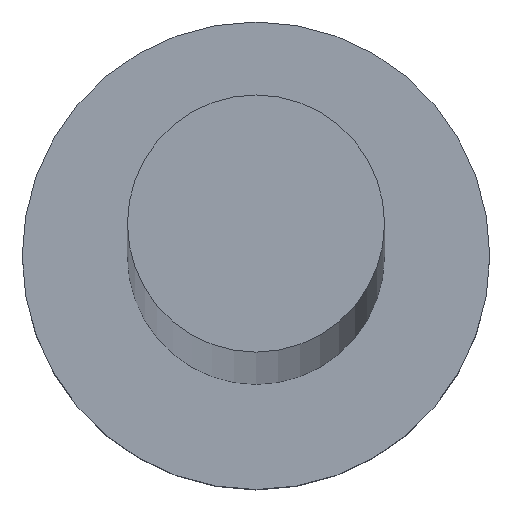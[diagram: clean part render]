
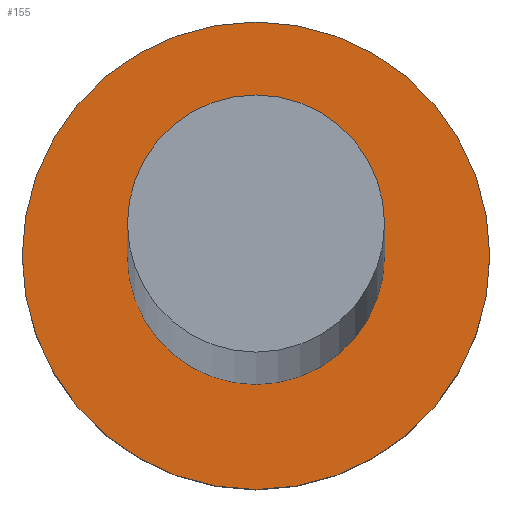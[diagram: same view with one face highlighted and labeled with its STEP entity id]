
A CAD part, top view. The second image highlights one B-rep face of the part: STEP entity #155.
In plain terms, the highlighted planar face has unit normal (0, 0, 1).
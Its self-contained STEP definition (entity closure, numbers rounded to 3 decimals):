
#1 = DIRECTION ( 'NONE',  ( 0., 0., 1. ) ) ;
#6 = AXIS2_PLACEMENT_3D ( 'NONE', #58, #1, #232 ) ;
#12 = CARTESIAN_POINT ( 'NONE',  ( -5., 0., 5. ) ) ;
#14 = CARTESIAN_POINT ( 'NONE',  ( 0., 0., 5. ) ) ;
#17 = CARTESIAN_POINT ( 'NONE',  ( 0., 0., 5. ) ) ;
#21 = CARTESIAN_POINT ( 'NONE',  ( 5., 0., 5. ) ) ;
#24 = CIRCLE ( 'NONE', #41, 2.75 ) ;
#25 = VERTEX_POINT ( 'NONE', #21 ) ;
#41 = AXIS2_PLACEMENT_3D ( 'NONE', #186, #92, #223 ) ;
#45 = EDGE_LOOP ( 'NONE', ( #97, #239 ) ) ;
#58 = CARTESIAN_POINT ( 'NONE',  ( 0., 0., 5. ) ) ;
#63 = EDGE_CURVE ( 'NONE', #241, #121, #255, .T. ) ;
#73 = AXIS2_PLACEMENT_3D ( 'NONE', #212, #139, #216 ) ;
#77 = CARTESIAN_POINT ( 'NONE',  ( 2.75, 0., 5. ) ) ;
#82 = CIRCLE ( 'NONE', #220, 5. ) ;
#87 = DIRECTION ( 'NONE',  ( 0., 0., 1. ) ) ;
#92 = DIRECTION ( 'NONE',  ( 0., 0., 1. ) ) ;
#96 = FACE_BOUND ( 'NONE', #45, .T. ) ;
#97 = ORIENTED_EDGE ( 'NONE', *, *, #63, .F. ) ;
#98 = DIRECTION ( 'NONE',  ( 1., 0., 0. ) ) ;
#107 = CIRCLE ( 'NONE', #6, 5. ) ;
#121 = VERTEX_POINT ( 'NONE', #77 ) ;
#126 = ORIENTED_EDGE ( 'NONE', *, *, #153, .T. ) ;
#129 = ORIENTED_EDGE ( 'NONE', *, *, #196, .T. ) ;
#136 = PLANE ( 'NONE',  #231 ) ;
#139 = DIRECTION ( 'NONE',  ( 0., 0., 1. ) ) ;
#140 = VERTEX_POINT ( 'NONE', #12 ) ;
#153 = EDGE_CURVE ( 'NONE', #140, #25, #107, .T. ) ;
#155 = ADVANCED_FACE ( 'NONE', ( #96, #170 ), #136, .T. ) ;
#158 = EDGE_CURVE ( 'NONE', #121, #241, #24, .T. ) ;
#170 = FACE_OUTER_BOUND ( 'NONE', #230, .T. ) ;
#186 = CARTESIAN_POINT ( 'NONE',  ( 0., 0., 5. ) ) ;
#189 = DIRECTION ( 'NONE',  ( 1., 0., 0. ) ) ;
#196 = EDGE_CURVE ( 'NONE', #25, #140, #82, .T. ) ;
#199 = CARTESIAN_POINT ( 'NONE',  ( -2.75, 0., 5. ) ) ;
#207 = DIRECTION ( 'NONE',  ( 0., 0., 1. ) ) ;
#212 = CARTESIAN_POINT ( 'NONE',  ( 0., 0., 5. ) ) ;
#216 = DIRECTION ( 'NONE',  ( 1., 0., 0. ) ) ;
#220 = AXIS2_PLACEMENT_3D ( 'NONE', #14, #207, #189 ) ;
#223 = DIRECTION ( 'NONE',  ( 1., 0., 0. ) ) ;
#230 = EDGE_LOOP ( 'NONE', ( #126, #129 ) ) ;
#231 = AXIS2_PLACEMENT_3D ( 'NONE', #17, #87, #98 ) ;
#232 = DIRECTION ( 'NONE',  ( 1., 0., 0. ) ) ;
#239 = ORIENTED_EDGE ( 'NONE', *, *, #158, .F. ) ;
#241 = VERTEX_POINT ( 'NONE', #199 ) ;
#255 = CIRCLE ( 'NONE', #73, 2.75 ) ;
